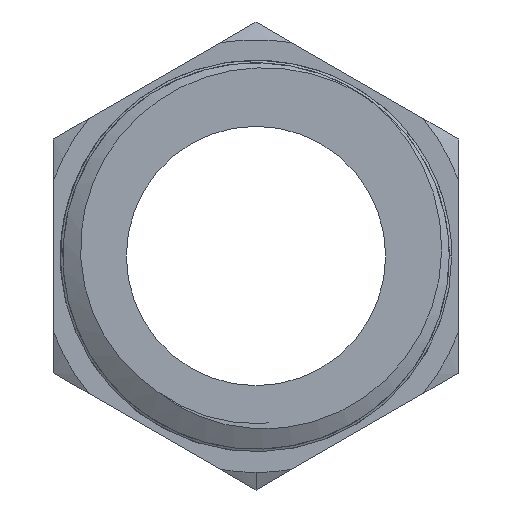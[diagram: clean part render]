
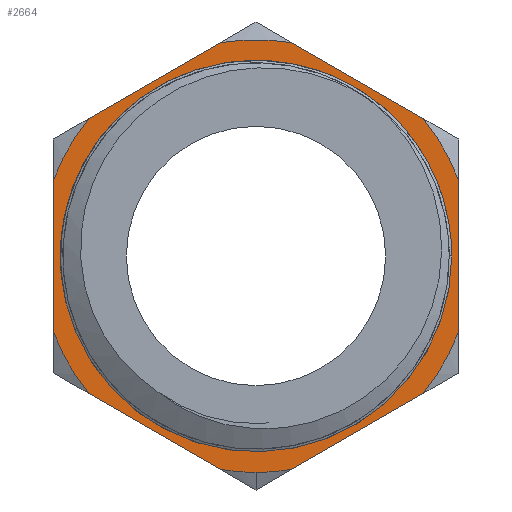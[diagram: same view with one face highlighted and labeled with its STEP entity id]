
A CAD part, left-side view. The second image highlights one B-rep face of the part: STEP entity #2664.
In plain terms, the highlighted planar face has unit normal (-1, 0, 0).
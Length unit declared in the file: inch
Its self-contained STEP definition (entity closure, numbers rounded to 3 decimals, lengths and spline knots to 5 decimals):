
#36 = CARTESIAN_POINT ( 'NONE',  ( -0.142, 0., 0. ) ) ;
#41 = DIRECTION ( 'NONE',  ( 0., 0., -1. ) ) ;
#71 = EDGE_CURVE ( 'NONE', #2461, #2809, #2092, .T. ) ;
#103 = CARTESIAN_POINT ( 'NONE',  ( -0.142, -0.332, 0. ) ) ;
#133 = EDGE_CURVE ( 'NONE', #2337, #2320, #2079, .T. ) ;
#135 = CARTESIAN_POINT ( 'NONE',  ( -0.142, -0.06073, 0.36187 ) ) ;
#223 = CARTESIAN_POINT ( 'NONE',  ( -0.142, 0.28302, -0.23352 ) ) ;
#259 = AXIS2_PLACEMENT_3D ( 'NONE', #1404, #3728, #1738 ) ;
#279 = DIRECTION ( 'NONE',  ( 0., -0.866, 0.5 ) ) ;
#319 = DIRECTION ( 'NONE',  ( 0., 0., -1. ) ) ;
#328 = DIRECTION ( 'NONE',  ( 1., 0., 0. ) ) ;
#367 = CARTESIAN_POINT ( 'NONE',  ( -0.142, 0., 0. ) ) ;
#392 = DIRECTION ( 'NONE',  ( 0., 0., -1. ) ) ;
#442 = CIRCLE ( 'NONE', #259, 0.332 ) ;
#474 = CARTESIAN_POINT ( 'NONE',  ( -0.142, 0.34375, -0.12834 ) ) ;
#502 = CARTESIAN_POINT ( 'NONE',  ( -0.142, -0.34375, 0.12834 ) ) ;
#522 = DIRECTION ( 'NONE',  ( 0., -0.866, -0.5 ) ) ;
#535 = CARTESIAN_POINT ( 'NONE',  ( -0.142, -0.28302, -0.23352 ) ) ;
#584 = EDGE_CURVE ( 'NONE', #2837, #3162, #1965, .T. ) ;
#640 = EDGE_CURVE ( 'NONE', #2809, #3448, #1951, .T. ) ;
#651 = DIRECTION ( 'NONE',  ( 0., 0., -1. ) ) ;
#670 = VECTOR ( 'NONE', #3623, 39.37008 ) ;
#763 = EDGE_CURVE ( 'NONE', #3162, #2199, #1926, .T. ) ;
#811 = EDGE_CURVE ( 'NONE', #3448, #2361, #1927, .T. ) ;
#895 = EDGE_CURVE ( 'NONE', #2320, #2982, #1942, .T. ) ;
#924 = LINE ( 'NONE', #1640, #670 ) ;
#1001 = DIRECTION ( 'NONE',  ( 1., 0., 0. ) ) ;
#1051 = CARTESIAN_POINT ( 'NONE',  ( -0.142, 0., 0.39693 ) ) ;
#1127 = CARTESIAN_POINT ( 'NONE',  ( -0.142, 0.34375, 0.19846 ) ) ;
#1131 = CARTESIAN_POINT ( 'NONE',  ( -0.142, -0.34375, 0.19846 ) ) ;
#1138 = DIRECTION ( 'NONE',  ( 0., 0.866, -0.5 ) ) ;
#1200 = DIRECTION ( 'NONE',  ( 1., 0., 0. ) ) ;
#1211 = DIRECTION ( 'NONE',  ( 1., 0., 0. ) ) ;
#1218 = EDGE_CURVE ( 'NONE', #2361, #2837, #1747, .T. ) ;
#1279 = CARTESIAN_POINT ( 'NONE',  ( -0.142, -0.28302, 0.23352 ) ) ;
#1319 = AXIS2_PLACEMENT_3D ( 'NONE', #1793, #4068, #2143 ) ;
#1352 = CIRCLE ( 'NONE', #2914, 0.332 ) ;
#1373 = EDGE_CURVE ( 'NONE', #2199, #2180, #1698, .T. ) ;
#1384 = VECTOR ( 'NONE', #279, 39.37008 ) ;
#1394 = CIRCLE ( 'NONE', #1319, 0.36693 ) ;
#1402 = LINE ( 'NONE', #1127, #1384 ) ;
#1404 = CARTESIAN_POINT ( 'NONE',  ( -0.142, 0., 0. ) ) ;
#1481 = AXIS2_PLACEMENT_3D ( 'NONE', #3498, #3482, #3464 ) ;
#1571 = CIRCLE ( 'NONE', #3675, 0.36693 ) ;
#1587 = CARTESIAN_POINT ( 'NONE',  ( -0.142, 0., -0.36693 ) ) ;
#1599 = FACE_BOUND ( 'NONE', #2641, .T. ) ;
#1603 = FACE_OUTER_BOUND ( 'NONE', #2217, .T. ) ;
#1629 = AXIS2_PLACEMENT_3D ( 'NONE', #3838, #1847, #41 ) ;
#1640 = CARTESIAN_POINT ( 'NONE',  ( -0.142, 0.34375, -0.19846 ) ) ;
#1645 = CIRCLE ( 'NONE', #1913, 0.332 ) ;
#1698 = CIRCLE ( 'NONE', #2313, 0.36693 ) ;
#1738 = DIRECTION ( 'NONE',  ( 0., 0., -1. ) ) ;
#1747 = CIRCLE ( 'NONE', #1629, 0.36693 ) ;
#1793 = CARTESIAN_POINT ( 'NONE',  ( -0.142, 0., 0. ) ) ;
#1835 = DIRECTION ( 'NONE',  ( 0., 0., -1. ) ) ;
#1843 = VECTOR ( 'NONE', #522, 39.37008 ) ;
#1847 = DIRECTION ( 'NONE',  ( 1., 0., 0. ) ) ;
#1913 = AXIS2_PLACEMENT_3D ( 'NONE', #36, #2190, #319 ) ;
#1926 = LINE ( 'NONE', #2546, #2402 ) ;
#1927 = LINE ( 'NONE', #2860, #1934 ) ;
#1934 = VECTOR ( 'NONE', #1138, 39.37008 ) ;
#1942 = LINE ( 'NONE', #1051, #1843 ) ;
#1951 = CIRCLE ( 'NONE', #2389, 0.36693 ) ;
#1952 = CARTESIAN_POINT ( 'NONE',  ( -0.142, 0.26936, 0.19408 ) ) ;
#1965 = CIRCLE ( 'NONE', #1481, 0.36693 ) ;
#2050 = EDGE_CURVE ( 'NONE', #2180, #2423, #924, .T. ) ;
#2066 = CARTESIAN_POINT ( 'NONE',  ( -0.142, 0.06073, -0.36187 ) ) ;
#2071 = VECTOR ( 'NONE', #1835, 39.37008 ) ;
#2079 = CIRCLE ( 'NONE', #3131, 0.36693 ) ;
#2092 = LINE ( 'NONE', #1131, #2071 ) ;
#2136 = ORIENTED_EDGE ( 'NONE', *, *, #895, .F. ) ;
#2143 = DIRECTION ( 'NONE',  ( 0., 0., -1. ) ) ;
#2180 = VERTEX_POINT ( 'NONE', #474 ) ;
#2190 = DIRECTION ( 'NONE',  ( -1., 0., 0. ) ) ;
#2199 = VERTEX_POINT ( 'NONE', #223 ) ;
#2208 = PLANE ( 'NONE',  #3259 ) ;
#2217 = EDGE_LOOP ( 'NONE', ( #2725, #3846, #3679, #2590, #2136, #3841, #3459, #2280, #3218, #3595, #2939, #3082, #3743 ) ) ;
#2241 = VERTEX_POINT ( 'NONE', #3596 ) ;
#2267 = VERTEX_POINT ( 'NONE', #1952 ) ;
#2280 = ORIENTED_EDGE ( 'NONE', *, *, #2720, .F. ) ;
#2313 = AXIS2_PLACEMENT_3D ( 'NONE', #2994, #1001, #3320 ) ;
#2320 = VERTEX_POINT ( 'NONE', #135 ) ;
#2337 = VERTEX_POINT ( 'NONE', #3349 ) ;
#2361 = VERTEX_POINT ( 'NONE', #3066 ) ;
#2389 = AXIS2_PLACEMENT_3D ( 'NONE', #3360, #3217, #3201 ) ;
#2402 = VECTOR ( 'NONE', #2514, 39.37008 ) ;
#2423 = VERTEX_POINT ( 'NONE', #3713 ) ;
#2431 = EDGE_CURVE ( 'NONE', #2795, #2267, #442, .T. ) ;
#2446 = ORIENTED_EDGE ( 'NONE', *, *, #3741, .T. ) ;
#2461 = VERTEX_POINT ( 'NONE', #502 ) ;
#2514 = DIRECTION ( 'NONE',  ( 0., 0.866, 0.5 ) ) ;
#2546 = CARTESIAN_POINT ( 'NONE',  ( -0.142, 0., -0.39693 ) ) ;
#2579 = DIRECTION ( 'NONE',  ( 1., 0., 0. ) ) ;
#2590 = ORIENTED_EDGE ( 'NONE', *, *, #3523, .F. ) ;
#2592 = CARTESIAN_POINT ( 'NONE',  ( -0.142, 0.1032, 0.31555 ) ) ;
#2606 = EDGE_CURVE ( 'NONE', #2942, #2795, #1645, .T. ) ;
#2641 = EDGE_LOOP ( 'NONE', ( #2737, #2446, #3677 ) ) ;
#2664 = ADVANCED_FACE ( 'NONE', ( #1603, #1599 ), #2208, .F. ) ;
#2720 = EDGE_CURVE ( 'NONE', #2423, #2241, #1571, .T. ) ;
#2725 = ORIENTED_EDGE ( 'NONE', *, *, #811, .F. ) ;
#2737 = ORIENTED_EDGE ( 'NONE', *, *, #2606, .F. ) ;
#2795 = VERTEX_POINT ( 'NONE', #2592 ) ;
#2809 = VERTEX_POINT ( 'NONE', #2927 ) ;
#2837 = VERTEX_POINT ( 'NONE', #1587 ) ;
#2860 = CARTESIAN_POINT ( 'NONE',  ( -0.142, -0.34375, -0.19846 ) ) ;
#2914 = AXIS2_PLACEMENT_3D ( 'NONE', #3192, #1200, #3506 ) ;
#2927 = CARTESIAN_POINT ( 'NONE',  ( -0.142, -0.34375, -0.12834 ) ) ;
#2939 = ORIENTED_EDGE ( 'NONE', *, *, #763, .F. ) ;
#2942 = VERTEX_POINT ( 'NONE', #103 ) ;
#2982 = VERTEX_POINT ( 'NONE', #1279 ) ;
#2994 = CARTESIAN_POINT ( 'NONE',  ( -0.142, 0., 0. ) ) ;
#3066 = CARTESIAN_POINT ( 'NONE',  ( -0.142, -0.06073, -0.36187 ) ) ;
#3082 = ORIENTED_EDGE ( 'NONE', *, *, #584, .F. ) ;
#3131 = AXIS2_PLACEMENT_3D ( 'NONE', #3858, #328, #392 ) ;
#3162 = VERTEX_POINT ( 'NONE', #2066 ) ;
#3192 = CARTESIAN_POINT ( 'NONE',  ( -0.142, 0., 0. ) ) ;
#3201 = DIRECTION ( 'NONE',  ( 0., 0., -1. ) ) ;
#3203 = CARTESIAN_POINT ( 'NONE',  ( -0.142, 0., 0.39693 ) ) ;
#3217 = DIRECTION ( 'NONE',  ( 1., 0., 0. ) ) ;
#3218 = ORIENTED_EDGE ( 'NONE', *, *, #2050, .F. ) ;
#3259 = AXIS2_PLACEMENT_3D ( 'NONE', #3203, #1211, #3516 ) ;
#3320 = DIRECTION ( 'NONE',  ( 0., 0., -1. ) ) ;
#3349 = CARTESIAN_POINT ( 'NONE',  ( -0.142, 0.06073, 0.36187 ) ) ;
#3360 = CARTESIAN_POINT ( 'NONE',  ( -0.142, 0., 0. ) ) ;
#3448 = VERTEX_POINT ( 'NONE', #535 ) ;
#3459 = ORIENTED_EDGE ( 'NONE', *, *, #3607, .F. ) ;
#3464 = DIRECTION ( 'NONE',  ( 0., 0., -1. ) ) ;
#3482 = DIRECTION ( 'NONE',  ( 1., 0., 0. ) ) ;
#3498 = CARTESIAN_POINT ( 'NONE',  ( -0.142, 0., 0. ) ) ;
#3506 = DIRECTION ( 'NONE',  ( 0., 0., -1. ) ) ;
#3516 = DIRECTION ( 'NONE',  ( 0., 0., -1. ) ) ;
#3523 = EDGE_CURVE ( 'NONE', #2982, #2461, #1394, .T. ) ;
#3595 = ORIENTED_EDGE ( 'NONE', *, *, #1373, .F. ) ;
#3596 = CARTESIAN_POINT ( 'NONE',  ( -0.142, 0.28302, 0.23352 ) ) ;
#3607 = EDGE_CURVE ( 'NONE', #2241, #2337, #1402, .T. ) ;
#3623 = DIRECTION ( 'NONE',  ( 0., 0., 1. ) ) ;
#3675 = AXIS2_PLACEMENT_3D ( 'NONE', #367, #2579, #651 ) ;
#3677 = ORIENTED_EDGE ( 'NONE', *, *, #2431, .F. ) ;
#3679 = ORIENTED_EDGE ( 'NONE', *, *, #71, .F. ) ;
#3713 = CARTESIAN_POINT ( 'NONE',  ( -0.142, 0.34375, 0.12834 ) ) ;
#3728 = DIRECTION ( 'NONE',  ( -1., 0., 0. ) ) ;
#3741 = EDGE_CURVE ( 'NONE', #2942, #2267, #1352, .T. ) ;
#3743 = ORIENTED_EDGE ( 'NONE', *, *, #1218, .F. ) ;
#3838 = CARTESIAN_POINT ( 'NONE',  ( -0.142, 0., 0. ) ) ;
#3841 = ORIENTED_EDGE ( 'NONE', *, *, #133, .F. ) ;
#3846 = ORIENTED_EDGE ( 'NONE', *, *, #640, .F. ) ;
#3858 = CARTESIAN_POINT ( 'NONE',  ( -0.142, 0., 0. ) ) ;
#4068 = DIRECTION ( 'NONE',  ( 1., 0., 0. ) ) ;
